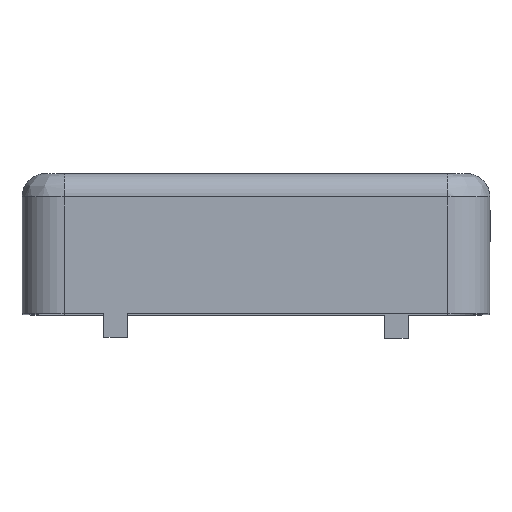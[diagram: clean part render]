
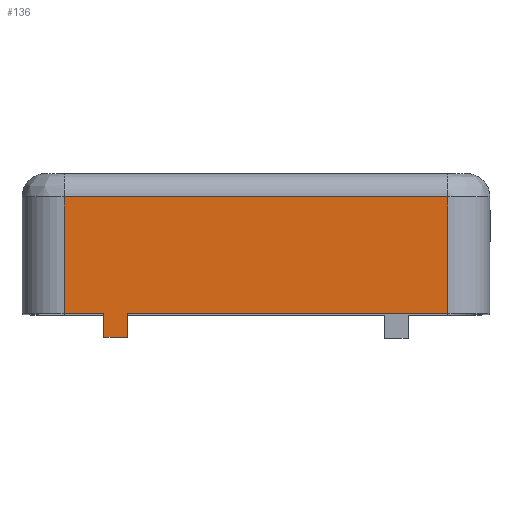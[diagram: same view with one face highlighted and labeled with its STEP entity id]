
A CAD part, top view. The second image highlights one B-rep face of the part: STEP entity #136.
In plain terms, the highlighted planar face has unit normal (0, 0, 1).
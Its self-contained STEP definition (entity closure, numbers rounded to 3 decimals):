
#136 = ADVANCED_FACE( 'NONE', ( #324 ), #325, .T. );
#324 = FACE_OUTER_BOUND( '', #569, .T. );
#325 = PLANE( '', #570 );
#569 = EDGE_LOOP( '', ( #989, #990, #991, #992, #993, #994, #995, #996 ) );
#570 = AXIS2_PLACEMENT_3D( '', #997, #998, #999 );
#989 = ORIENTED_EDGE( '', *, *, #1600, .T. );
#990 = ORIENTED_EDGE( '', *, *, #1601, .F. );
#991 = ORIENTED_EDGE( '', *, *, #1602, .F. );
#992 = ORIENTED_EDGE( '', *, *, #1557, .T. );
#993 = ORIENTED_EDGE( '', *, *, #1603, .T. );
#994 = ORIENTED_EDGE( '', *, *, #1604, .F. );
#995 = ORIENTED_EDGE( '', *, *, #1605, .F. );
#996 = ORIENTED_EDGE( '', *, *, #1562, .T. );
#997 = CARTESIAN_POINT( '', ( -8.2, 0., 13.5 ) );
#998 = DIRECTION( '', ( 0., 0., 1. ) );
#999 = DIRECTION( '', ( 1., 0., 0. ) );
#1557 = EDGE_CURVE( 'NONE', #1864, #1862, #1865, .T. );
#1562 = EDGE_CURVE( 'NONE', #1872, #1870, #1873, .T. );
#1600 = EDGE_CURVE( 'NONE', #1870, #1932, #1933, .T. );
#1601 = EDGE_CURVE( 'NONE', #1934, #1932, #1935, .T. );
#1602 = EDGE_CURVE( 'NONE', #1864, #1934, #1936, .T. );
#1603 = EDGE_CURVE( 'NONE', #1862, #1937, #1938, .T. );
#1604 = EDGE_CURVE( 'NONE', #1939, #1937, #1940, .T. );
#1605 = EDGE_CURVE( 'NONE', #1872, #1939, #1941, .T. );
#1862 = VERTEX_POINT( 'NONE', #2287 );
#1864 = VERTEX_POINT( 'NONE', #2290 );
#1865 = LINE( '', #2291, #2292 );
#1870 = VERTEX_POINT( 'NONE', #2299 );
#1872 = VERTEX_POINT( 'NONE', #2301 );
#1873 = LINE( '', #2302, #2303 );
#1932 = VERTEX_POINT( 'NONE', #2379 );
#1933 = LINE( '', #2380, #2381 );
#1934 = VERTEX_POINT( 'NONE', #2382 );
#1935 = LINE( '', #2383, #2384 );
#1936 = LINE( '', #2385, #2386 );
#1937 = VERTEX_POINT( 'NONE', #2387 );
#1938 = LINE( '', #2388, #2389 );
#1939 = VERTEX_POINT( 'NONE', #2390 );
#1940 = LINE( '', #2391, #2392 );
#1941 = LINE( '', #2393, #2394 );
#2287 = CARTESIAN_POINT( '', ( -5.5, -6., 13.5 ) );
#2290 = CARTESIAN_POINT( '', ( -5.5, -7., 13.5 ) );
#2291 = CARTESIAN_POINT( '', ( -5.5, -7., 13.5 ) );
#2292 = VECTOR( '', #2746, 1000. );
#2299 = CARTESIAN_POINT( '', ( -8.2, -6., 13.5 ) );
#2301 = CARTESIAN_POINT( '', ( -8.2, -1., 13.5 ) );
#2302 = CARTESIAN_POINT( '', ( -8.2, 0., 13.5 ) );
#2303 = VECTOR( '', #2752, 1000. );
#2379 = CARTESIAN_POINT( '', ( -6.5, -6., 13.5 ) );
#2380 = CARTESIAN_POINT( '', ( -8.2, -6., 13.5 ) );
#2381 = VECTOR( '', #2800, 1000. );
#2382 = CARTESIAN_POINT( '', ( -6.5, -7., 13.5 ) );
#2383 = CARTESIAN_POINT( '', ( -6.5, -7., 13.5 ) );
#2384 = VECTOR( '', #2801, 1000. );
#2385 = CARTESIAN_POINT( '', ( -6.5, -7., 13.5 ) );
#2386 = VECTOR( '', #2802, 1000. );
#2387 = CARTESIAN_POINT( '', ( 8.2, -6., 13.5 ) );
#2388 = CARTESIAN_POINT( '', ( -8.2, -6., 13.5 ) );
#2389 = VECTOR( '', #2803, 1000. );
#2390 = CARTESIAN_POINT( '', ( 8.2, -1., 13.5 ) );
#2391 = CARTESIAN_POINT( '', ( 8.2, 0., 13.5 ) );
#2392 = VECTOR( '', #2804, 1000. );
#2393 = CARTESIAN_POINT( '', ( -8.2, -1., 13.5 ) );
#2394 = VECTOR( '', #2805, 1000. );
#2746 = DIRECTION( '', ( 0., 1., 0. ) );
#2752 = DIRECTION( '', ( 0., -1., 0. ) );
#2800 = DIRECTION( '', ( 1., 0., 0. ) );
#2801 = DIRECTION( '', ( 0., 1., 0. ) );
#2802 = DIRECTION( '', ( -1., 0., 0. ) );
#2803 = DIRECTION( '', ( 1., 0., 0. ) );
#2804 = DIRECTION( '', ( 0., -1., 0. ) );
#2805 = DIRECTION( '', ( 1., 0., 0. ) );
